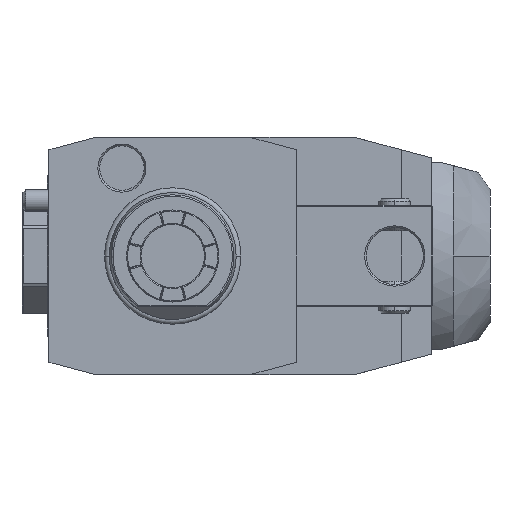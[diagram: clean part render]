
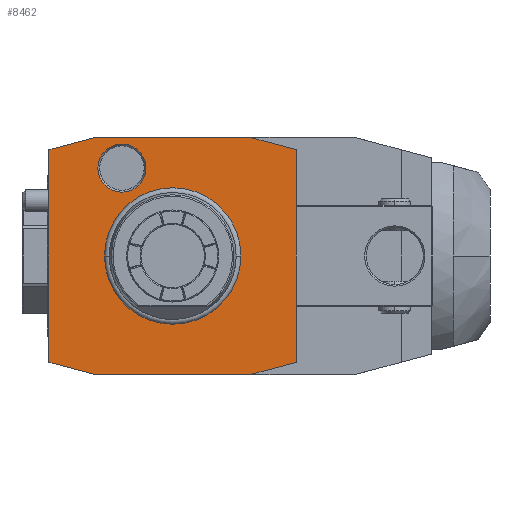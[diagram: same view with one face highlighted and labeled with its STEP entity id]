
A CAD part, front view. The second image highlights one B-rep face of the part: STEP entity #8462.
In plain terms, the highlighted planar face has unit normal (0, -1, 0).
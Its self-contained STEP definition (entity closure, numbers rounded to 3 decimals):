
#1=DIRECTION('',(-1.,0.,0.));
#2=VECTOR('',#1,48.);
#3=CARTESIAN_POINT('',(24.,0.,37.5));
#4=LINE('',#3,#2);
#5=DIRECTION('',(-0.966,0.,0.259));
#6=VECTOR('',#5,15.529);
#7=CARTESIAN_POINT('',(39.,0.,33.481));
#8=LINE('',#7,#6);
#9=DIRECTION('',(0.,0.,1.));
#10=VECTOR('',#9,66.962);
#11=CARTESIAN_POINT('',(39.,0.,-33.481));
#12=LINE('',#11,#10);
#13=DIRECTION('',(0.966,0.,0.259));
#14=VECTOR('',#13,15.529);
#15=CARTESIAN_POINT('',(24.,0.,-37.5));
#16=LINE('',#15,#14);
#17=DIRECTION('',(1.,0.,0.));
#18=VECTOR('',#17,48.);
#19=CARTESIAN_POINT('',(-24.,0.,-37.5));
#20=LINE('',#19,#18);
#21=DIRECTION('',(0.966,0.,-0.259));
#22=VECTOR('',#21,15.529);
#23=CARTESIAN_POINT('',(-39.,0.,-33.481));
#24=LINE('',#23,#22);
#25=DIRECTION('',(0.,0.,-1.));
#26=VECTOR('',#25,66.962);
#27=CARTESIAN_POINT('',(-39.,0.,33.481));
#28=LINE('',#27,#26);
#29=DIRECTION('',(-0.966,0.,-0.259));
#30=VECTOR('',#29,15.529);
#31=CARTESIAN_POINT('',(-24.,0.,37.5));
#32=LINE('',#31,#30);
#33=CARTESIAN_POINT('',(-16.,0.,27.713));
#34=DIRECTION('',(0.,1.,0.));
#35=DIRECTION('',(1.,0.,0.));
#36=AXIS2_PLACEMENT_3D('',#33,#34,#35);
#38=CARTESIAN_POINT('',(-16.,0.,27.713));
#39=DIRECTION('',(0.,1.,0.));
#40=DIRECTION('',(-1.,0.,0.));
#41=AXIS2_PLACEMENT_3D('',#38,#39,#40);
#5147=CARTESIAN_POINT('',(0.,0.,0.));
#5148=DIRECTION('',(0.,-1.,0.));
#5149=DIRECTION('',(1.,0.,0.));
#5150=AXIS2_PLACEMENT_3D('',#5147,#5148,#5149);
#5152=CARTESIAN_POINT('',(0.,0.,0.));
#5153=DIRECTION('',(0.,-1.,0.));
#5154=DIRECTION('',(-1.,0.,0.));
#5155=AXIS2_PLACEMENT_3D('',#5152,#5153,#5154);
#7488=CARTESIAN_POINT('',(-8.423,0.,27.713));
#7489=CARTESIAN_POINT('',(-23.577,0.,27.713));
#7490=VERTEX_POINT('',#7488);
#7491=VERTEX_POINT('',#7489);
#8237=CARTESIAN_POINT('',(24.,0.,37.5));
#8238=CARTESIAN_POINT('',(-24.,0.,37.5));
#8239=VERTEX_POINT('',#8237);
#8240=VERTEX_POINT('',#8238);
#8241=CARTESIAN_POINT('',(-39.,0.,33.481));
#8242=VERTEX_POINT('',#8241);
#8243=CARTESIAN_POINT('',(-39.,0.,-33.481));
#8244=VERTEX_POINT('',#8243);
#8245=CARTESIAN_POINT('',(-24.,0.,-37.5));
#8246=VERTEX_POINT('',#8245);
#8247=CARTESIAN_POINT('',(24.,0.,-37.5));
#8248=VERTEX_POINT('',#8247);
#8249=CARTESIAN_POINT('',(39.,0.,-33.481));
#8250=VERTEX_POINT('',#8249);
#8251=CARTESIAN_POINT('',(39.,0.,33.481));
#8252=VERTEX_POINT('',#8251);
#8329=CARTESIAN_POINT('',(21.137,0.,0.));
#8330=CARTESIAN_POINT('',(-21.137,0.,0.));
#8331=VERTEX_POINT('',#8329);
#8332=VERTEX_POINT('',#8330);
#8427=CARTESIAN_POINT('',(0.,0.,0.));
#8428=DIRECTION('',(0.,-1.,0.));
#8429=DIRECTION('',(-1.,0.,0.));
#8430=AXIS2_PLACEMENT_3D('',#8427,#8428,#8429);
#8431=PLANE('',#8430);
#8433=ORIENTED_EDGE('',*,*,#8432,.F.);
#8435=ORIENTED_EDGE('',*,*,#8434,.F.);
#8437=ORIENTED_EDGE('',*,*,#8436,.F.);
#8439=ORIENTED_EDGE('',*,*,#8438,.F.);
#8441=ORIENTED_EDGE('',*,*,#8440,.F.);
#8443=ORIENTED_EDGE('',*,*,#8442,.F.);
#8445=ORIENTED_EDGE('',*,*,#8444,.F.);
#8447=ORIENTED_EDGE('',*,*,#8446,.F.);
#8448=EDGE_LOOP('',(#8433,#8435,#8437,#8439,#8441,#8443,#8445,#8447));
#8449=FACE_OUTER_BOUND('',#8448,.F.);
#8451=ORIENTED_EDGE('',*,*,#8450,.T.);
#8453=ORIENTED_EDGE('',*,*,#8452,.T.);
#8454=EDGE_LOOP('',(#8451,#8453));
#8455=FACE_BOUND('',#8454,.F.);
#8457=ORIENTED_EDGE('',*,*,#8456,.F.);
#8459=ORIENTED_EDGE('',*,*,#8458,.F.);
#8460=EDGE_LOOP('',(#8457,#8459));
#8461=FACE_BOUND('',#8460,.F.);
#37=CIRCLE('',#36,7.577);
#42=CIRCLE('',#41,7.577);
#5151=CIRCLE('',#5150,21.137);
#5156=CIRCLE('',#5155,21.137);
#8432=EDGE_CURVE('',#8239,#8240,#4,.T.);
#8434=EDGE_CURVE('',#8252,#8239,#8,.T.);
#8436=EDGE_CURVE('',#8250,#8252,#12,.T.);
#8438=EDGE_CURVE('',#8248,#8250,#16,.T.);
#8440=EDGE_CURVE('',#8246,#8248,#20,.T.);
#8442=EDGE_CURVE('',#8244,#8246,#24,.T.);
#8444=EDGE_CURVE('',#8242,#8244,#28,.T.);
#8446=EDGE_CURVE('',#8240,#8242,#32,.T.);
#8450=EDGE_CURVE('',#8331,#8332,#5151,.T.);
#8452=EDGE_CURVE('',#8332,#8331,#5156,.T.);
#8456=EDGE_CURVE('',#7490,#7491,#37,.T.);
#8458=EDGE_CURVE('',#7491,#7490,#42,.T.);
#8462=ADVANCED_FACE('',(#8449,#8455,#8461),#8431,.T.);
